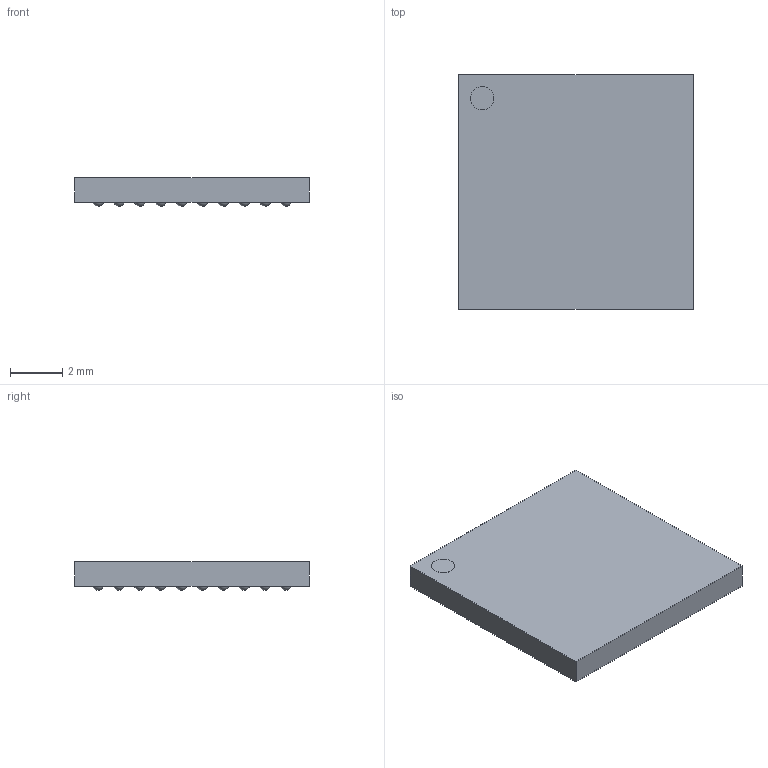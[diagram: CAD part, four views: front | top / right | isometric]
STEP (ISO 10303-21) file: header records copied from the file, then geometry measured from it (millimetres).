
FILE_DESCRIPTION(/* description */ ('model of TFBGA-100_9.0x9.0mm_Layout10x10_P0.8mm'),/* implementation_level */ '2;1');
FILE_NAME(/* name */ 'TFBGA-100_9.0x9.0mm_Layout10x10_P0.8mm.step',/* time_stamp */ '1970-01-01T00:00:00',/* author */ ('KiCAD','kicad'),/* organization */ ('OCCT'),/* preprocessor_version */ '',/* originating_system */ 'KiCAD',/* authorisation */ '');
FILE_SCHEMA(('AUTOMOTIVE_DESIGN { 1 0 10303 214 1 1 1 1 }'));
Length unit declared in the file: millimetre
Products named in the file (1): TFBGA-100_9.0x9.0mm_Layout10x10_P0.8mm
Bounding box: 9 x 9 x 1.11 mm (x, y, z)
Volume: 78.2 mm3; surface area: 204.2 mm2
Topology: 1 solids, 1 shells, 108 faces, 315 edges, 210 vertices
Faces by surface type: sphere 100, plane 7, cylinder 1
Full cylindrical faces by diameter (mm): 0.9 x1
Entity records: 2580 total; most frequent: CARTESIAN_POINT 413, ORIENTED_EDGE 323, AXIS2_PLACEMENT_3D 310, EDGE_CURVE 215, VERTEX_POINT 210, FACE_BOUND 209, EDGE_LOOP 209, CIRCLE 202
